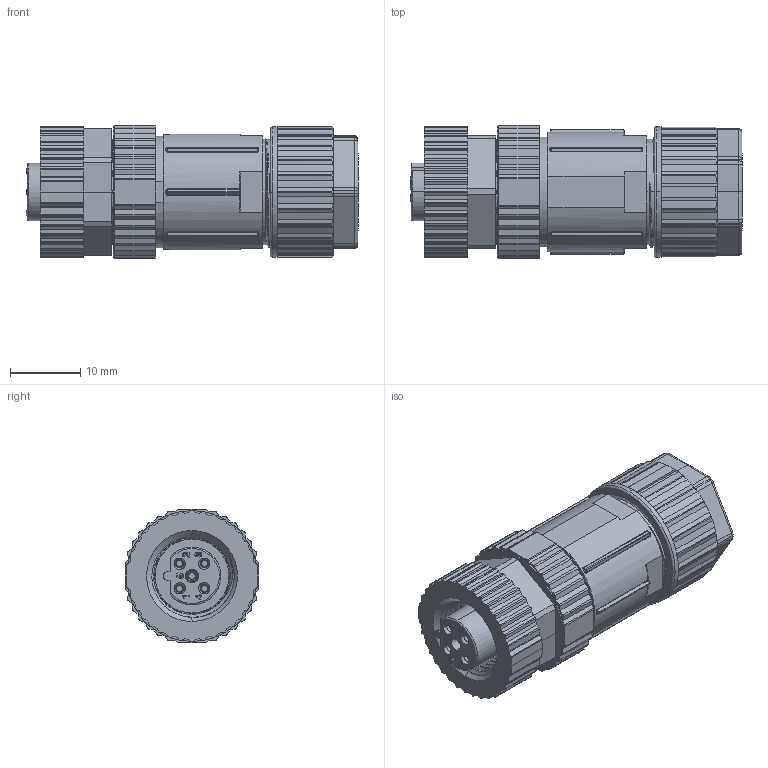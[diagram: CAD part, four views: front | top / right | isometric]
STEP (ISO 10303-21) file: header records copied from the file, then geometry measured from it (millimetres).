
FILE_DESCRIPTION (( 'STEP AP214' ), '1' );
FILE_NAME ('M12FT5BF_3D.step', '2024-11-11T16:30:35', ( '' ), ( '' ), 'SwSTEP 2.0', 'SolidWorks 2022', '' );
FILE_SCHEMA (( 'AUTOMOTIVE_DESIGN' ));
Length unit declared in the file: inch
Products named in the file (1): M12FT5BF_3D
Bounding box: 47.2 x 19 x 19 mm (x, y, z)
Volume: 7770.9 mm3; surface area: 9771.6 mm2
Topology: 1 solids, 1 shells, 1986 faces, 5544 edges, 3561 vertices
Faces by surface type: plane 795, cylinder 669, bspline 420, cone 97, torus 5
Entity records: 104215 total; most frequent: CARTESIAN_POINT 58262, ORIENTED_EDGE 11048, DIRECTION 7471, EDGE_CURVE 5524, VERTEX_POINT 3561, AXIS2_PLACEMENT_3D 2547, LINE 2377, VECTOR 2377
